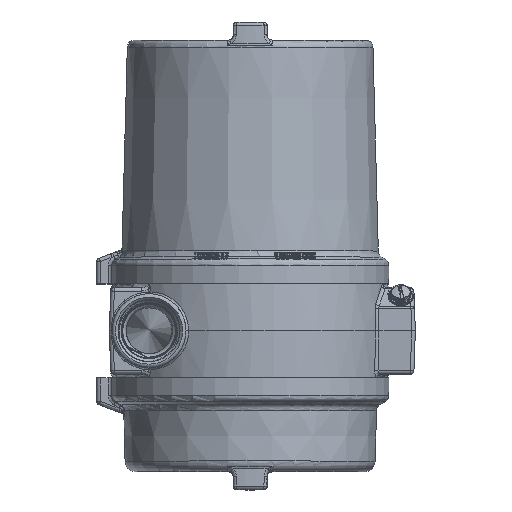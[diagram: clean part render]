
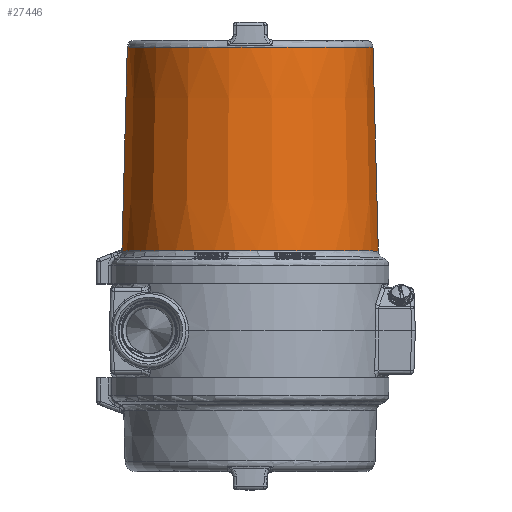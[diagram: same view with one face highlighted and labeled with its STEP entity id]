
A CAD part, top view. The second image highlights one B-rep face of the part: STEP entity #27446.
In plain terms, the highlighted conical face has half-angle 1.5 degrees and reference radius 55.183 mm.
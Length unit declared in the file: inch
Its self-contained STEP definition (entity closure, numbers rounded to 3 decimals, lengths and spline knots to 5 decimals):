
#691=CONICAL_SURFACE('',#29753,2.17257,0.026);
#2284=LINE('',#82862,#3933);
#3933=VECTOR('',#35266,2.17257);
#6276=FACE_OUTER_BOUND('',#7961,.T.);
#7961=EDGE_LOOP('',(#24706,#24707,#24708,#24709,#24710,#24711,#24712,#24713,
#24714,#24715));
#8875=CIRCLE('',#29647,2.21875);
#8876=CIRCLE('',#29648,2.21875);
#8941=CIRCLE('',#29754,2.12639);
#8942=CIRCLE('',#29755,2.12639);
#8943=CIRCLE('',#29756,2.12639);
#10310=B_SPLINE_CURVE_WITH_KNOTS('',3,(#82803,#82804,#82805,#82806),
 .UNSPECIFIED.,.F.,.F.,(4,4),(-0.16826,0.),
 .UNSPECIFIED.);
#10311=B_SPLINE_CURVE_WITH_KNOTS('',3,(#82823,#82824,#82825,#82826),
 .UNSPECIFIED.,.F.,.F.,(4,4),(-9.11645,-8.94819),
 .UNSPECIFIED.);
#10312=B_SPLINE_CURVE_WITH_KNOTS('',3,(#82847,#82848,#82849,#82850),
 .UNSPECIFIED.,.F.,.F.,(4,4),(-1.11769,0.15487),
 .UNSPECIFIED.);
#12850=VERTEX_POINT('',#82109);
#12851=VERTEX_POINT('',#82114);
#12852=VERTEX_POINT('',#82116);
#12858=VERTEX_POINT('',#82247);
#12878=VERTEX_POINT('',#82643);
#12882=VERTEX_POINT('',#82856);
#12883=VERTEX_POINT('',#82857);
#12884=VERTEX_POINT('',#82859);
#16769=EDGE_CURVE('',#12851,#12850,#8875,.T.);
#16770=EDGE_CURVE('',#12852,#12851,#8876,.T.);
#16869=EDGE_CURVE('',#12878,#12850,#10310,.T.);
#16870=EDGE_CURVE('',#12852,#12858,#10311,.T.);
#16871=EDGE_CURVE('',#12858,#12878,#10312,.T.);
#16873=EDGE_CURVE('',#12882,#12883,#8941,.T.);
#16874=EDGE_CURVE('',#12884,#12882,#8942,.T.);
#16875=EDGE_CURVE('',#12883,#12884,#8943,.T.);
#16876=EDGE_CURVE('',#12883,#12851,#2284,.T.);
#24706=ORIENTED_EDGE('',*,*,#16873,.F.);
#24707=ORIENTED_EDGE('',*,*,#16874,.F.);
#24708=ORIENTED_EDGE('',*,*,#16875,.F.);
#24709=ORIENTED_EDGE('',*,*,#16876,.T.);
#24710=ORIENTED_EDGE('',*,*,#16769,.T.);
#24711=ORIENTED_EDGE('',*,*,#16869,.F.);
#24712=ORIENTED_EDGE('',*,*,#16871,.F.);
#24713=ORIENTED_EDGE('',*,*,#16870,.F.);
#24714=ORIENTED_EDGE('',*,*,#16770,.T.);
#24715=ORIENTED_EDGE('',*,*,#16876,.F.);
#27446=ADVANCED_FACE('',(#6276),#691,.T.);
#29647=AXIS2_PLACEMENT_3D('',#82115,#35043,#35044);
#29648=AXIS2_PLACEMENT_3D('',#82117,#35045,#35046);
#29753=AXIS2_PLACEMENT_3D('',#82855,#35258,#35259);
#29754=AXIS2_PLACEMENT_3D('',#82858,#35260,#35261);
#29755=AXIS2_PLACEMENT_3D('',#82860,#35262,#35263);
#29756=AXIS2_PLACEMENT_3D('',#82861,#35264,#35265);
#35043=DIRECTION('center_axis',(0.,1.,0.));
#35044=DIRECTION('ref_axis',(1.,0.,0.));
#35045=DIRECTION('center_axis',(0.,1.,0.));
#35046=DIRECTION('ref_axis',(1.,0.,0.));
#35258=DIRECTION('center_axis',(0.,-1.,0.));
#35259=DIRECTION('ref_axis',(-1.,0.,0.));
#35260=DIRECTION('center_axis',(0.,1.,0.));
#35261=DIRECTION('ref_axis',(1.,0.,0.));
#35262=DIRECTION('center_axis',(0.,1.,0.));
#35263=DIRECTION('ref_axis',(1.,0.,0.));
#35264=DIRECTION('center_axis',(0.,1.,0.));
#35265=DIRECTION('ref_axis',(1.,0.,0.));
#35266=DIRECTION('',(0.026,-1.,0.));
#82109=CARTESIAN_POINT('',(-2.20539,0.63248,-0.24315));
#82114=CARTESIAN_POINT('',(2.21875,0.63248,0.));
#82115=CARTESIAN_POINT('Origin',(0.,0.63248,0.));
#82116=CARTESIAN_POINT('',(-2.20539,0.63248,0.24315));
#82117=CARTESIAN_POINT('Origin',(0.,0.63248,0.));
#82247=CARTESIAN_POINT('',(-2.20364,0.6987,0.24315));
#82643=CARTESIAN_POINT('',(-2.20364,0.6987,-0.24315));
#82803=CARTESIAN_POINT('Ctrl Pts',(-2.20364,0.6987,
-0.24315));
#82804=CARTESIAN_POINT('Ctrl Pts',(-2.20422,0.67663,
-0.24315));
#82805=CARTESIAN_POINT('Ctrl Pts',(-2.2048,0.65455,
-0.24315));
#82806=CARTESIAN_POINT('Ctrl Pts',(-2.20539,0.63248,
-0.24315));
#82823=CARTESIAN_POINT('Ctrl Pts',(-2.20539,0.63248,
0.24315));
#82824=CARTESIAN_POINT('Ctrl Pts',(-2.2048,0.65455,
0.24315));
#82825=CARTESIAN_POINT('Ctrl Pts',(-2.20422,0.67663,
0.24315));
#82826=CARTESIAN_POINT('Ctrl Pts',(-2.20364,0.6987,
0.24315));
#82847=CARTESIAN_POINT('Ctrl Pts',(-2.20364,0.6987,
0.24315));
#82848=CARTESIAN_POINT('Ctrl Pts',(-2.22145,0.69882,
0.0817));
#82849=CARTESIAN_POINT('Ctrl Pts',(-2.22145,0.69882,
-0.0817));
#82850=CARTESIAN_POINT('Ctrl Pts',(-2.20364,0.6987,
-0.24315));
#82855=CARTESIAN_POINT('Origin',(0.,2.396,0.));
#82856=CARTESIAN_POINT('',(-2.12639,4.15952,0.));
#82857=CARTESIAN_POINT('',(2.12639,4.15952,0.));
#82858=CARTESIAN_POINT('Origin',(0.,4.15952,0.));
#82859=CARTESIAN_POINT('',(0.,4.15952,-2.12639));
#82860=CARTESIAN_POINT('Origin',(0.,4.15952,0.));
#82861=CARTESIAN_POINT('Origin',(0.,4.15952,0.));
#82862=CARTESIAN_POINT('',(2.17257,2.396,0.));
